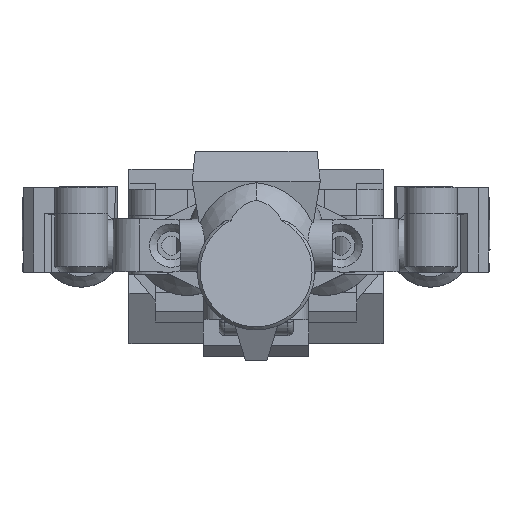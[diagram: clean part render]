
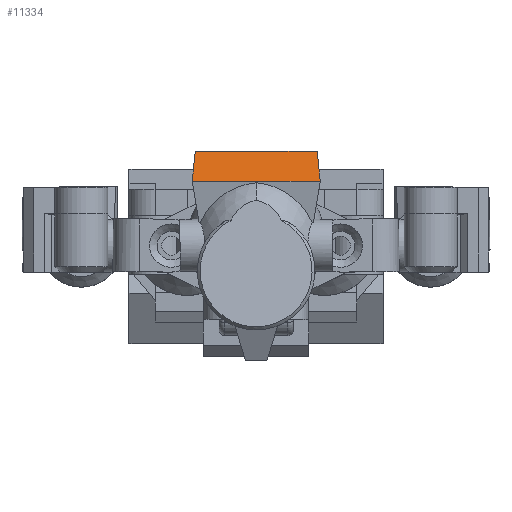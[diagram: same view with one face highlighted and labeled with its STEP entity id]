
A CAD part, top view. The second image highlights one B-rep face of the part: STEP entity #11334.
In plain terms, the highlighted planar face has unit normal (0, 0.856, 0.517).
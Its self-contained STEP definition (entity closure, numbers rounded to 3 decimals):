
#483=PLANE('',#12186);
#1110=FACE_OUTER_BOUND('',#1772,.T.);
#1772=EDGE_LOOP('',(#8319,#8320,#8321,#8322));
#2593=LINE('',#17889,#3673);
#2605=LINE('',#17933,#3685);
#2607=LINE('',#17937,#3687);
#2608=LINE('',#17938,#3688);
#3673=VECTOR('',#13636,10.);
#3685=VECTOR('',#13676,10.);
#3687=VECTOR('',#13680,10.);
#3688=VECTOR('',#13681,10.);
#5239=VERTEX_POINT('',#17886);
#5240=VERTEX_POINT('',#17888);
#5252=VERTEX_POINT('',#17932);
#5253=VERTEX_POINT('',#17936);
#6396=EDGE_CURVE('',#5239,#5240,#2593,.T.);
#6418=EDGE_CURVE('',#5240,#5252,#2605,.T.);
#6420=EDGE_CURVE('',#5239,#5253,#2607,.F.);
#6421=EDGE_CURVE('',#5252,#5253,#2608,.F.);
#8319=ORIENTED_EDGE('',*,*,#6420,.T.);
#8320=ORIENTED_EDGE('',*,*,#6421,.F.);
#8321=ORIENTED_EDGE('',*,*,#6418,.F.);
#8322=ORIENTED_EDGE('',*,*,#6396,.F.);
#11334=ADVANCED_FACE('',(#1110),#483,.T.);
#12186=AXIS2_PLACEMENT_3D('',#17935,#13678,#13679);
#13636=DIRECTION('',(1.,0.,0.));
#13676=DIRECTION('',(0.052,-0.516,0.855));
#13678=DIRECTION('center_axis',(0.,0.856,
0.517));
#13679=DIRECTION('ref_axis',(1.,0.,0.));
#13680=DIRECTION('',(0.052,0.516,-0.855));
#13681=DIRECTION('',(1.,0.,0.));
#17886=CARTESIAN_POINT('',(-5.763,8.782,28.736));
#17888=CARTESIAN_POINT('',(5.763,8.782,28.736));
#17889=CARTESIAN_POINT('',(0.,8.782,28.736));
#17932=CARTESIAN_POINT('',(6.046,5.943,33.437));
#17933=CARTESIAN_POINT('',(5.903,7.374,31.068));
#17935=CARTESIAN_POINT('Origin',(0.,6.335,
32.788));
#17936=CARTESIAN_POINT('',(-6.046,5.943,33.437));
#17937=CARTESIAN_POINT('',(-5.903,7.374,31.068));
#17938=CARTESIAN_POINT('',(-2.947,5.943,33.437));
